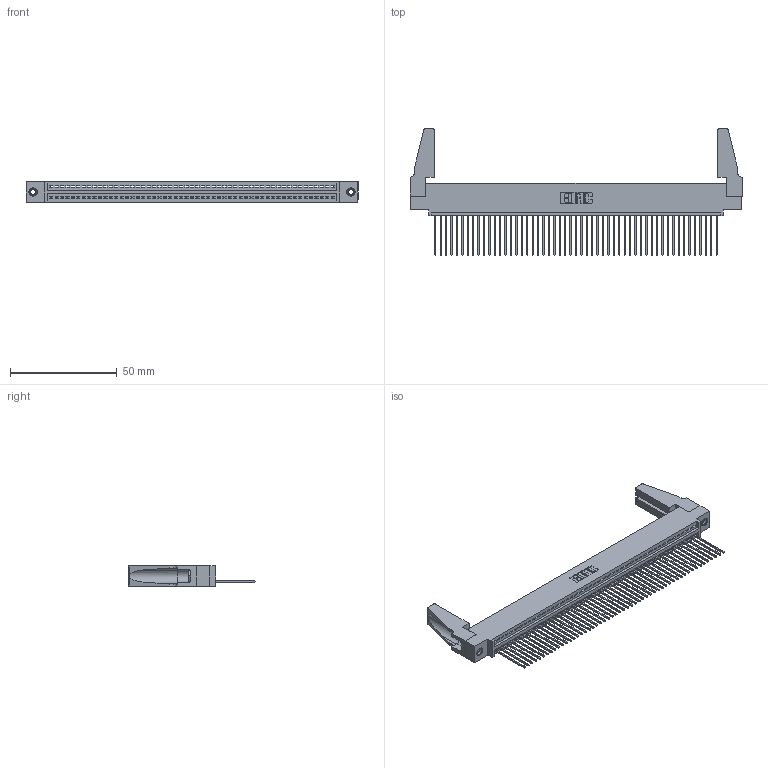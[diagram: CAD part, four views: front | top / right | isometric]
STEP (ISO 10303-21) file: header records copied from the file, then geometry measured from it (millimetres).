
FILE_DESCRIPTION (( 'STEP AP203' ), '1' );
FILE_NAME ('395-053-541-488.STEP', '2019-10-23T15:18:52', ( '' ), ( '' ), 'SwSTEP 2.0', 'SolidWorks 2016', '' );
FILE_SCHEMA (( 'CONFIG_CONTROL_DESIGN' ));
Length unit declared in the file: inch
Products named in the file (5): 395-053-541-488; 345-250-001_345-250-001-102; 345-292-001_345-293-141; 345-220-078_345-220-088; 345 Part_0.110 Offset - 0.156 Dia-TH
Assembly tree (58 placements, depth 2):
  395-053-541-488
    345 Part_0.110 Offset - 0.156 Dia-TH
    345-292-001_345-293-141  x53
    345-250-001_345-250-001-102  x2
    345-220-078_345-220-088  x2
Bounding box: 155.85 x 59.61 x 9.4 mm (x, y, z)
Volume: 18247.4 mm3; surface area: 24316.5 mm2
Topology: 58 solids, 58 shells, 3328 faces, 9995 edges, 6582 vertices
Faces by surface type: plane 2276, cylinder 1036, cone 12, torus 4
Entity records: 40706 total; most frequent: CARTESIAN_POINT 7041, ORIENTED_EDGE 6988, DIRECTION 6140, EDGE_CURVE 3494, VECTOR 3108, LINE 3108, VERTEX_POINT 2322, AXIS2_PLACEMENT_3D 1516
